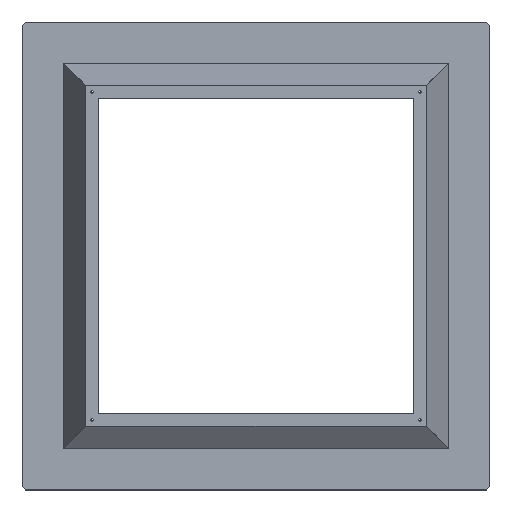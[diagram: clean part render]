
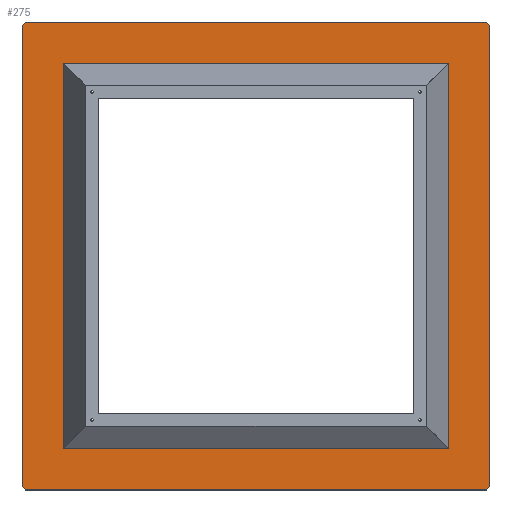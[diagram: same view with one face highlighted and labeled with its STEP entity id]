
A CAD part, top view. The second image highlights one B-rep face of the part: STEP entity #275.
In plain terms, the highlighted planar face has unit normal (0, 0, 1).
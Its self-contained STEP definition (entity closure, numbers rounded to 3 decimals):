
#19 = VERTEX_POINT ( 'NONE', #903 ) ;
#30 = EDGE_LOOP ( 'NONE', ( #48, #358, #715, #1056 ) ) ;
#31 = VECTOR ( 'NONE', #963, 1000. ) ;
#33 = VECTOR ( 'NONE', #367, 1000. ) ;
#40 = DIRECTION ( 'NONE',  ( 0.707, -0.707, 0. ) ) ;
#48 = ORIENTED_EDGE ( 'NONE', *, *, #300, .F. ) ;
#63 = LINE ( 'NONE', #876, #33 ) ;
#73 = CARTESIAN_POINT ( 'NONE',  ( -605., -605., 0. ) ) ;
#76 = VERTEX_POINT ( 'NONE', #1082 ) ;
#78 = LINE ( 'NONE', #1026, #227 ) ;
#83 = CARTESIAN_POINT ( 'NONE',  ( 0., 0., 0. ) ) ;
#86 = DIRECTION ( 'NONE',  ( 0., 1., 0. ) ) ;
#97 = CARTESIAN_POINT ( 'NONE',  ( 735., 725., 0. ) ) ;
#166 = CARTESIAN_POINT ( 'NONE',  ( 735., -735., 0. ) ) ;
#168 = VERTEX_POINT ( 'NONE', #782 ) ;
#170 = DIRECTION ( 'NONE',  ( -1., 0., 0. ) ) ;
#182 = DIRECTION ( 'NONE',  ( 0., 1., 0. ) ) ;
#184 = CARTESIAN_POINT ( 'NONE',  ( 605., 605., 0. ) ) ;
#186 = CARTESIAN_POINT ( 'NONE',  ( -725., 735., 0. ) ) ;
#193 = EDGE_CURVE ( 'NONE', #19, #168, #581, .T. ) ;
#200 = ORIENTED_EDGE ( 'NONE', *, *, #460, .T. ) ;
#209 = FACE_BOUND ( 'NONE', #30, .T. ) ;
#210 = EDGE_CURVE ( 'NONE', #806, #756, #944, .T. ) ;
#227 = VECTOR ( 'NONE', #86, 1000. ) ;
#275 = ADVANCED_FACE ( 'NONE', ( #951, #209 ), #606, .F. ) ;
#281 = DIRECTION ( 'NONE',  ( 0.707, 0.707, 0. ) ) ;
#287 = DIRECTION ( 'NONE',  ( 0., -1., 0. ) ) ;
#293 = EDGE_LOOP ( 'NONE', ( #600, #200, #645, #815, #730, #700, #798, #319 ) ) ;
#300 = EDGE_CURVE ( 'NONE', #756, #861, #492, .T. ) ;
#310 = LINE ( 'NONE', #982, #608 ) ;
#319 = ORIENTED_EDGE ( 'NONE', *, *, #586, .T. ) ;
#337 = DIRECTION ( 'NONE',  ( 1., 0., 0. ) ) ;
#341 = CARTESIAN_POINT ( 'NONE',  ( 735., 725., 0. ) ) ;
#358 = ORIENTED_EDGE ( 'NONE', *, *, #210, .F. ) ;
#366 = CARTESIAN_POINT ( 'NONE',  ( -605., 605., 0. ) ) ;
#367 = DIRECTION ( 'NONE',  ( 0., -1., 0. ) ) ;
#370 = VERTEX_POINT ( 'NONE', #186 ) ;
#389 = VERTEX_POINT ( 'NONE', #623 ) ;
#402 = VECTOR ( 'NONE', #337, 1000. ) ;
#404 = EDGE_CURVE ( 'NONE', #861, #826, #974, .T. ) ;
#416 = CARTESIAN_POINT ( 'NONE',  ( -605., -605., 0. ) ) ;
#460 = EDGE_CURVE ( 'NONE', #76, #19, #1029, .T. ) ;
#475 = VERTEX_POINT ( 'NONE', #649 ) ;
#485 = DIRECTION ( 'NONE',  ( -0.707, -0.707, 0. ) ) ;
#492 = LINE ( 'NONE', #853, #897 ) ;
#557 = CARTESIAN_POINT ( 'NONE',  ( -735., -725., 0. ) ) ;
#560 = LINE ( 'NONE', #932, #988 ) ;
#569 = AXIS2_PLACEMENT_3D ( 'NONE', #83, #693, #170 ) ;
#573 = VERTEX_POINT ( 'NONE', #741 ) ;
#576 = VECTOR ( 'NONE', #40, 1000. ) ;
#581 = LINE ( 'NONE', #166, #402 ) ;
#586 = EDGE_CURVE ( 'NONE', #370, #573, #560, .T. ) ;
#600 = ORIENTED_EDGE ( 'NONE', *, *, #845, .T. ) ;
#606 = PLANE ( 'NONE',  #569 ) ;
#608 = VECTOR ( 'NONE', #287, 1000. ) ;
#623 = CARTESIAN_POINT ( 'NONE',  ( 735., -725., 0. ) ) ;
#645 = ORIENTED_EDGE ( 'NONE', *, *, #193, .T. ) ;
#649 = CARTESIAN_POINT ( 'NONE',  ( 725., 735., 0. ) ) ;
#684 = CARTESIAN_POINT ( 'NONE',  ( -605., 605., 0. ) ) ;
#693 = DIRECTION ( 'NONE',  ( 0., 0., -1. ) ) ;
#700 = ORIENTED_EDGE ( 'NONE', *, *, #802, .T. ) ;
#715 = ORIENTED_EDGE ( 'NONE', *, *, #1034, .F. ) ;
#718 = CARTESIAN_POINT ( 'NONE',  ( 725., -735., 0. ) ) ;
#726 = DIRECTION ( 'NONE',  ( -1., 0., 0. ) ) ;
#730 = ORIENTED_EDGE ( 'NONE', *, *, #813, .T. ) ;
#741 = CARTESIAN_POINT ( 'NONE',  ( -735., 725., 0. ) ) ;
#756 = VERTEX_POINT ( 'NONE', #1107 ) ;
#782 = CARTESIAN_POINT ( 'NONE',  ( 725., -735., 0. ) ) ;
#798 = ORIENTED_EDGE ( 'NONE', *, *, #979, .T. ) ;
#802 = EDGE_CURVE ( 'NONE', #880, #475, #1113, .T. ) ;
#806 = VERTEX_POINT ( 'NONE', #416 ) ;
#813 = EDGE_CURVE ( 'NONE', #389, #880, #78, .T. ) ;
#815 = ORIENTED_EDGE ( 'NONE', *, *, #946, .T. ) ;
#826 = VERTEX_POINT ( 'NONE', #684 ) ;
#845 = EDGE_CURVE ( 'NONE', #573, #76, #63, .T. ) ;
#847 = DIRECTION ( 'NONE',  ( 1., 0., 0. ) ) ;
#853 = CARTESIAN_POINT ( 'NONE',  ( 605., 605., 0. ) ) ;
#861 = VERTEX_POINT ( 'NONE', #184 ) ;
#876 = CARTESIAN_POINT ( 'NONE',  ( -735., 735., 0. ) ) ;
#880 = VERTEX_POINT ( 'NONE', #97 ) ;
#897 = VECTOR ( 'NONE', #182, 1000. ) ;
#903 = CARTESIAN_POINT ( 'NONE',  ( -725., -735., 0. ) ) ;
#916 = VECTOR ( 'NONE', #847, 1000. ) ;
#932 = CARTESIAN_POINT ( 'NONE',  ( -725., 735., 0. ) ) ;
#943 = LINE ( 'NONE', #718, #1054 ) ;
#944 = LINE ( 'NONE', #73, #916 ) ;
#946 = EDGE_CURVE ( 'NONE', #168, #389, #943, .T. ) ;
#947 = DIRECTION ( 'NONE',  ( -0.707, 0.707, 0. ) ) ;
#950 = VECTOR ( 'NONE', #947, 1000. ) ;
#951 = FACE_OUTER_BOUND ( 'NONE', #293, .T. ) ;
#963 = DIRECTION ( 'NONE',  ( -1., 0., 0. ) ) ;
#974 = LINE ( 'NONE', #366, #31 ) ;
#976 = LINE ( 'NONE', #1068, #1001 ) ;
#979 = EDGE_CURVE ( 'NONE', #475, #370, #976, .T. ) ;
#982 = CARTESIAN_POINT ( 'NONE',  ( -605., 605., 0. ) ) ;
#988 = VECTOR ( 'NONE', #485, 1000. ) ;
#1001 = VECTOR ( 'NONE', #726, 1000. ) ;
#1026 = CARTESIAN_POINT ( 'NONE',  ( 735., 735., 0. ) ) ;
#1029 = LINE ( 'NONE', #557, #576 ) ;
#1034 = EDGE_CURVE ( 'NONE', #826, #806, #310, .T. ) ;
#1054 = VECTOR ( 'NONE', #281, 1000. ) ;
#1056 = ORIENTED_EDGE ( 'NONE', *, *, #404, .F. ) ;
#1068 = CARTESIAN_POINT ( 'NONE',  ( 735., 735., 0. ) ) ;
#1082 = CARTESIAN_POINT ( 'NONE',  ( -735., -725., 0. ) ) ;
#1107 = CARTESIAN_POINT ( 'NONE',  ( 605., -605., 0. ) ) ;
#1113 = LINE ( 'NONE', #341, #950 ) ;
